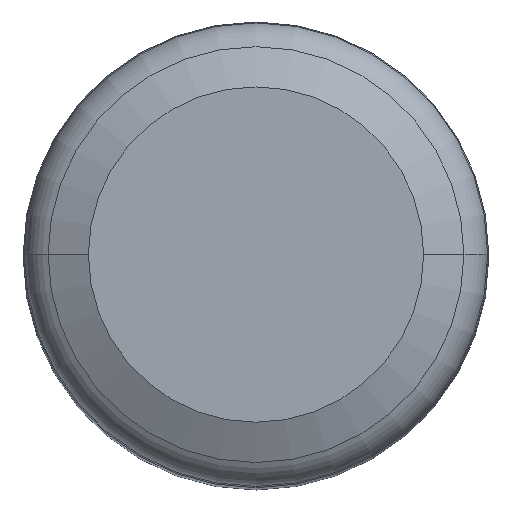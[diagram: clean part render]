
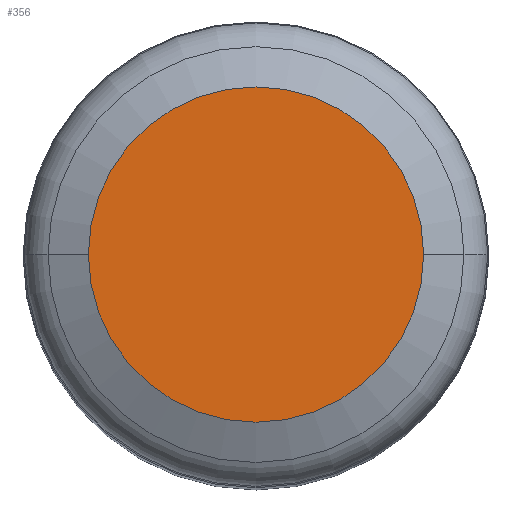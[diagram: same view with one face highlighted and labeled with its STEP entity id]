
A CAD part, top view. The second image highlights one B-rep face of the part: STEP entity #356.
In plain terms, the highlighted planar face has unit normal (0, 0, 1).
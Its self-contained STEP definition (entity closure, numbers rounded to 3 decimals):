
#9 = PLANE ( 'NONE',  #269 ) ;
#57 = DIRECTION ( 'NONE',  ( 0., 0., 1. ) ) ;
#114 = ORIENTED_EDGE ( 'NONE', *, *, #479, .F. ) ;
#132 = AXIS2_PLACEMENT_3D ( 'NONE', #152, #147, #678 ) ;
#147 = DIRECTION ( 'NONE',  ( 0., 0., -1. ) ) ;
#152 = CARTESIAN_POINT ( 'NONE',  ( 0., 0., 0. ) ) ;
#190 = CIRCLE ( 'NONE', #259, 5.141 ) ;
#209 = FACE_OUTER_BOUND ( 'NONE', #393, .T. ) ;
#211 = EDGE_CURVE ( 'NONE', #399, #547, #498, .T. ) ;
#221 = ORIENTED_EDGE ( 'NONE', *, *, #211, .F. ) ;
#259 = AXIS2_PLACEMENT_3D ( 'NONE', #609, #505, #503 ) ;
#269 = AXIS2_PLACEMENT_3D ( 'NONE', #576, #57, #424 ) ;
#295 = CARTESIAN_POINT ( 'NONE',  ( 5.141, 0., 0. ) ) ;
#356 = ADVANCED_FACE ( 'NONE', ( #209 ), #9, .T. ) ;
#393 = EDGE_LOOP ( 'NONE', ( #114, #221 ) ) ;
#399 = VERTEX_POINT ( 'NONE', #426 ) ;
#424 = DIRECTION ( 'NONE',  ( 1., 0., 0. ) ) ;
#426 = CARTESIAN_POINT ( 'NONE',  ( -5.141, 0., 0. ) ) ;
#479 = EDGE_CURVE ( 'NONE', #547, #399, #190, .T. ) ;
#498 = CIRCLE ( 'NONE', #132, 5.141 ) ;
#503 = DIRECTION ( 'NONE',  ( -1., 0., 0. ) ) ;
#505 = DIRECTION ( 'NONE',  ( 0., 0., -1. ) ) ;
#547 = VERTEX_POINT ( 'NONE', #295 ) ;
#576 = CARTESIAN_POINT ( 'NONE',  ( 0., 0., 0. ) ) ;
#609 = CARTESIAN_POINT ( 'NONE',  ( 0., 0., 0. ) ) ;
#678 = DIRECTION ( 'NONE',  ( -1., 0., 0. ) ) ;
